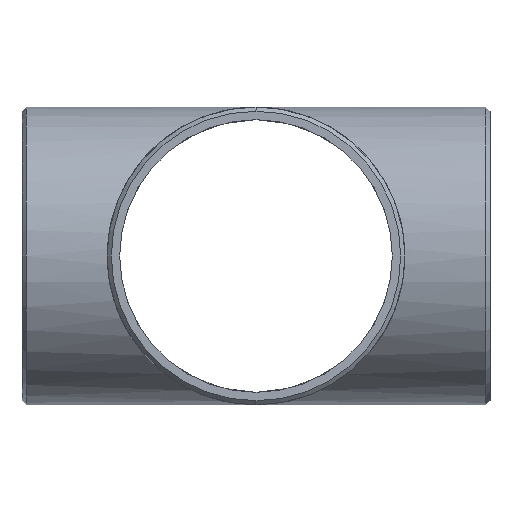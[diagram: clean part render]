
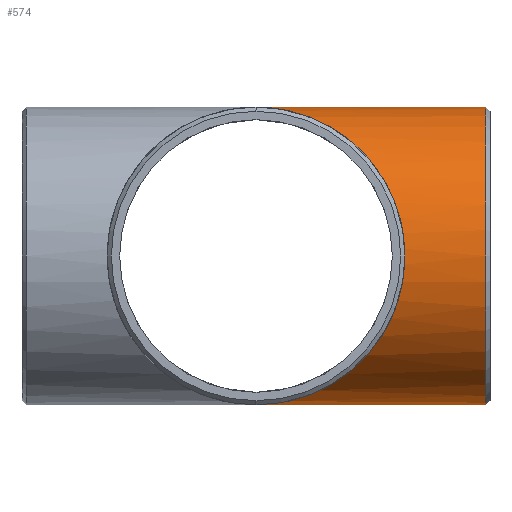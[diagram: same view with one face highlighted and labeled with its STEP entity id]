
A CAD part, left-side view. The second image highlights one B-rep face of the part: STEP entity #574.
In plain terms, the highlighted cylindrical face has radius 177.8 mm (diameter 355.6 mm), a partial arc.
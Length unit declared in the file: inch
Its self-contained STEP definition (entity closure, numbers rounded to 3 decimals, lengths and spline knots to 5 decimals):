
#2 = CARTESIAN_POINT ( 'NONE',  ( 0., -11., 0. ) ) ;
#17 = VECTOR ( 'NONE', #693, 39.37008 ) ;
#20 = CARTESIAN_POINT ( 'NONE',  ( 0., 0., 7. ) ) ;
#23 = CARTESIAN_POINT ( 'NONE',  ( 0., 0., -7. ) ) ;
#101 = CIRCLE ( 'NONE', #520, 7. ) ;
#120 = AXIS2_PLACEMENT_3D ( 'NONE', #2, #262, #754 ) ;
#162 = EDGE_CURVE ( 'NONE', #226, #474, #101, .T. ) ;
#184 = DIRECTION ( 'NONE',  ( 0., 1., 0. ) ) ;
#199 = LINE ( 'NONE', #259, #17 ) ;
#226 = VERTEX_POINT ( 'NONE', #402 ) ;
#259 = CARTESIAN_POINT ( 'NONE',  ( 0., -11., -7. ) ) ;
#260 = CARTESIAN_POINT ( 'NONE',  ( 0., -10.802, 0. ) ) ;
#262 = DIRECTION ( 'NONE',  ( 0., 1., 0. ) ) ;
#298 = CARTESIAN_POINT ( 'NONE',  ( 0., -10.802, 7. ) ) ;
#311 = EDGE_LOOP ( 'NONE', ( #766, #600, #559, #606 ) ) ;
#317 = FACE_OUTER_BOUND ( 'NONE', #311, .T. ) ;
#328 = DIRECTION ( 'NONE',  ( 0., 1., 0. ) ) ;
#368 = CARTESIAN_POINT ( 'NONE',  ( -14., -14., 7. ) ) ;
#402 = CARTESIAN_POINT ( 'NONE',  ( 0., -10.802, -7. ) ) ;
#444 = DIRECTION ( 'NONE',  ( 0., 0., -1. ) ) ;
#473 =( BOUNDED_CURVE ( )  B_SPLINE_CURVE ( 3, ( #573, #567, #368, #758 ),
 .UNSPECIFIED., .F., .T. ) 
 B_SPLINE_CURVE_WITH_KNOTS ( ( 4, 4 ),
 ( 4.71239, 7.85398 ),
 .UNSPECIFIED. ) 
 CURVE ( )  GEOMETRIC_REPRESENTATION_ITEM ( )  RATIONAL_B_SPLINE_CURVE ( ( 1., 0.333, 0.333, 1. ) ) 
 REPRESENTATION_ITEM ( '' )  );
#474 = VERTEX_POINT ( 'NONE', #298 ) ;
#520 = AXIS2_PLACEMENT_3D ( 'NONE', #260, #184, #444 ) ;
#528 = EDGE_CURVE ( 'NONE', #654, #531, #473, .T. ) ;
#531 = VERTEX_POINT ( 'NONE', #20 ) ;
#559 = ORIENTED_EDGE ( 'NONE', *, *, #528, .F. ) ;
#567 = CARTESIAN_POINT ( 'NONE',  ( -14., -14., -7. ) ) ;
#573 = CARTESIAN_POINT ( 'NONE',  ( 0., 0., -7. ) ) ;
#574 = ADVANCED_FACE ( 'NONE', ( #317 ), #687, .T. ) ;
#600 = ORIENTED_EDGE ( 'NONE', *, *, #748, .T. ) ;
#606 = ORIENTED_EDGE ( 'NONE', *, *, #696, .F. ) ;
#622 = VECTOR ( 'NONE', #328, 39.37008 ) ;
#654 = VERTEX_POINT ( 'NONE', #23 ) ;
#687 = CYLINDRICAL_SURFACE ( 'NONE', #120, 7. ) ;
#693 = DIRECTION ( 'NONE',  ( 0., 1., 0. ) ) ;
#696 = EDGE_CURVE ( 'NONE', #226, #654, #199, .T. ) ;
#699 = LINE ( 'NONE', #767, #622 ) ;
#748 = EDGE_CURVE ( 'NONE', #474, #531, #699, .T. ) ;
#754 = DIRECTION ( 'NONE',  ( 0., 0., -1. ) ) ;
#758 = CARTESIAN_POINT ( 'NONE',  ( 0., 0., 7. ) ) ;
#766 = ORIENTED_EDGE ( 'NONE', *, *, #162, .T. ) ;
#767 = CARTESIAN_POINT ( 'NONE',  ( 0., -11., 7. ) ) ;
